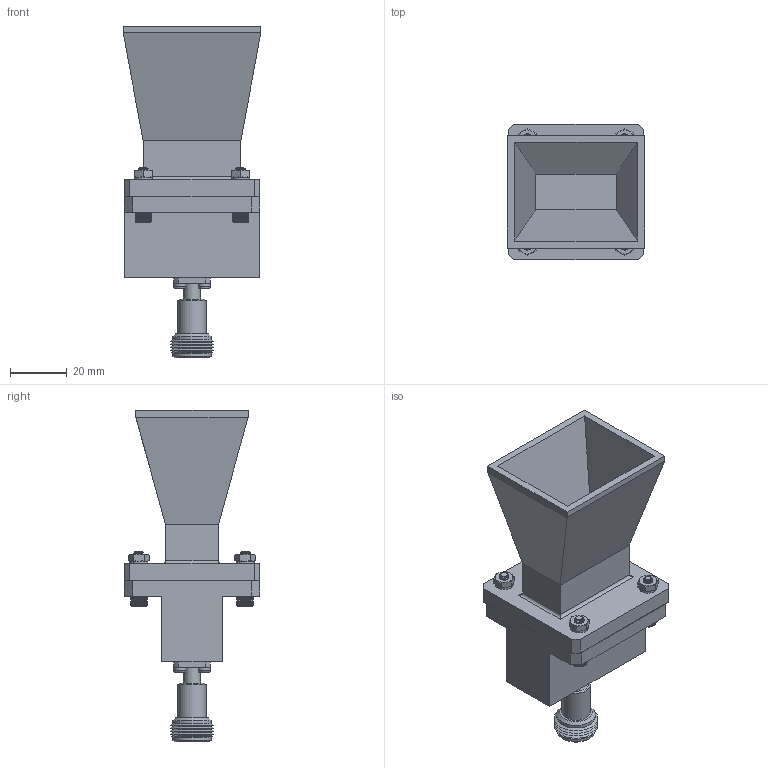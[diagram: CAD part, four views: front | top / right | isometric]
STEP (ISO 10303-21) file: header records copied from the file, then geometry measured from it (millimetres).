
FILE_DESCRIPTION (( 'STEP AP214' ), '1' );
FILE_NAME ('PEWAN112-10ELNF_3D.STEP', '2022-01-21T17:14:01', ( '' ), ( '' ), 'SwSTEP 2.0', 'SolidWorks 2021', '' );
FILE_SCHEMA (( 'AUTOMOTIVE_DESIGN' ));
Length unit declared in the file: inch
Products named in the file (11): Copy of con screw^PE9870_endlaunch NF con; PE9870; 6-32HN-NARROW_90730A007; Copy of N-PANEL^PE9870_endlaunch NF con; PEWAN112-10; 6-32SH-HXx.625_92196A150; 6-LW; Copy of connector_N^PE9870_endlaunch NF con; PE9870_endlaunch NF con; PE9870_body; PEWAN112-10ELNF_3D
Assembly tree (22 placements, depth 4):
  PEWAN112-10ELNF_3D
    6-32SH-HXx.625_92196A150  x4
    6-LW  x4
    PE9870
      PE9870_body
      PE9870_endlaunch NF con
        Copy of con screw^PE9870_endlaunch NF con  x4
        Copy of connector_N^PE9870_endlaunch NF con
        Copy of N-PANEL^PE9870_endlaunch NF con
    PEWAN112-10
    6-32HN-NARROW_90730A007  x4
Bounding box: 48.42 x 47.9 x 116.9 mm (x, y, z)
Volume: 61989 mm3; surface area: 35016.8 mm2
Topology: 20 solids, 20 shells, 1134 faces, 2626 edges, 1553 vertices
Faces by surface type: plane 695, cone 346, cylinder 69, bspline 24
Full cylindrical faces by diameter (mm): 1.7 x1, 2.7 x4, 3.04 x1, 4 x1, 4.282 x1, 4.3 x8, 4.318 x4, 6 x1, 7 x1, 10 x1, 13.5 x2
Entity records: 14584 total; most frequent: CARTESIAN_POINT 5423, ORIENTED_EDGE 1626, DIRECTION 1463, EDGE_CURVE 813, AXIS2_PLACEMENT_3D 559, VERTEX_POINT 515, EDGE_LOOP 454, FACE_OUTER_BOUND 392
